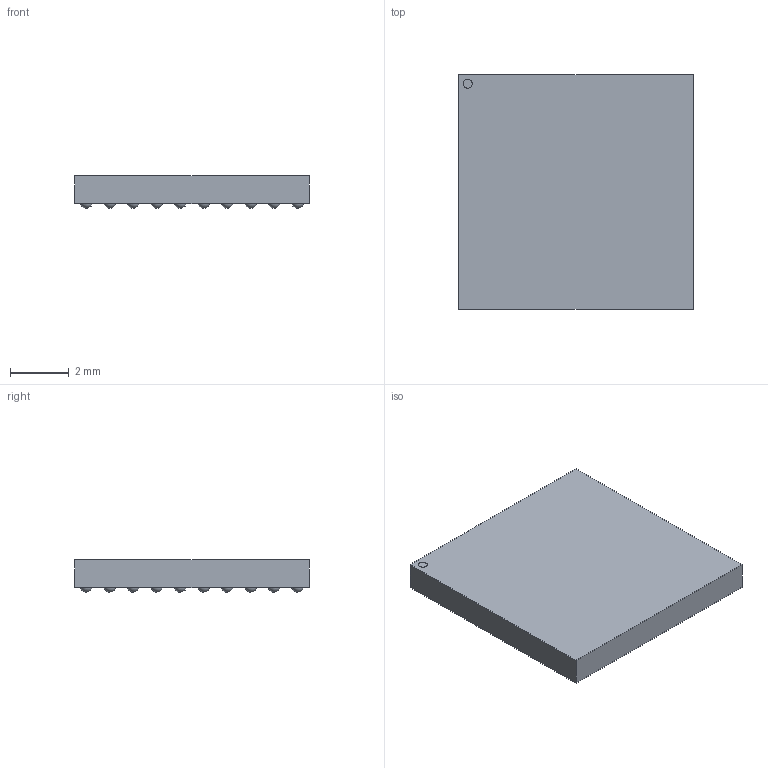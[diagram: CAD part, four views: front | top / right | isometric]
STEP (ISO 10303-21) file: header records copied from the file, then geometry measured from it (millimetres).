
FILE_DESCRIPTION(/* description */ ('model of TFBGA-100_8x8mm_Layout10x10_P0.8mm'),/* implementation_level */ '2;1');
FILE_NAME(/* name */ 'TFBGA-100_8x8mm_Layout10x10_P0.8mm.step',/* time_stamp */ '2018-11-07T22:29:35',/* author */ ('kicad StepUp','ksu'),/* organization */ ('FreeCAD'),/* preprocessor_version */ 'OCC',/* originating_system */ 'kicad StepUp',/* authorisation */ '');
FILE_SCHEMA(('AUTOMOTIVE_DESIGN { 1 0 10303 214 1 1 1 1 }'));
Length unit declared in the file: millimetre
Products named in the file (1): TFBGA_100_8x8mm_Layout10x10_P08mm
Bounding box: 8 x 8 x 1.11 mm (x, y, z)
Volume: 61.3 mm3; surface area: 161.3 mm2
Topology: 1 solids, 1 shells, 44 faces, 123 edges, 82 vertices
Faces by surface type: sphere 36, plane 7, cylinder 1
Full cylindrical faces by diameter (mm): 0.3 x1
Entity records: 1009 total; most frequent: CARTESIAN_POINT 159, ORIENTED_EDGE 132, AXIS2_PLACEMENT_3D 118, EDGE_CURVE 87, VERTEX_POINT 82, FACE_BOUND 81, EDGE_LOOP 81, CIRCLE 74
